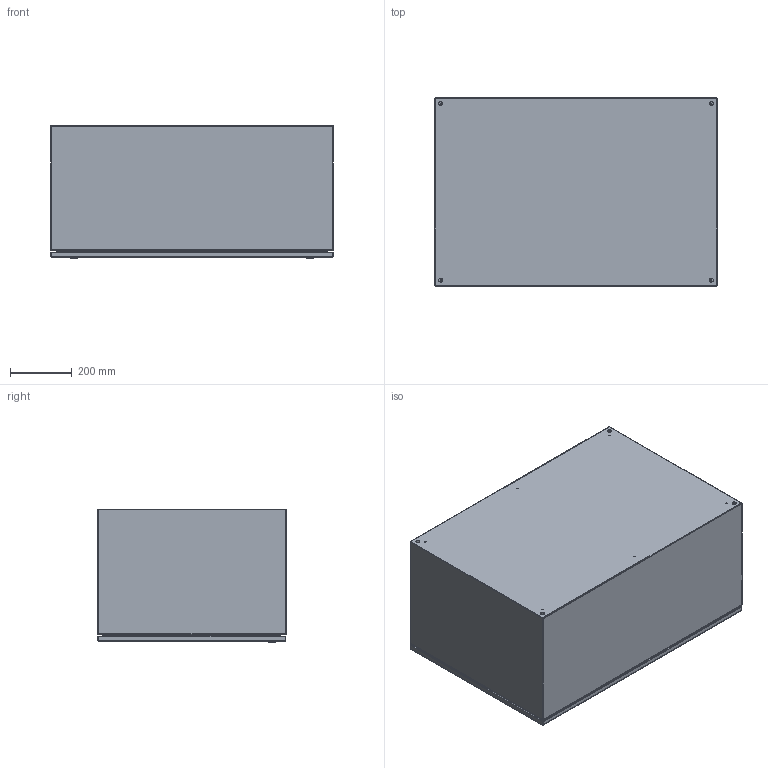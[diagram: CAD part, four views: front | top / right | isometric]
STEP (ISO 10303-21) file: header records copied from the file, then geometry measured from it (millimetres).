
FILE_DESCRIPTION (( 'STEP AP214' ), '1' );
FILE_NAME ('EN4SD362416LG.STEP', '2019-11-11T11:46:11', ( '' ), ( '' ), 'SwSTEP 2.0', 'SolidWorks 2019', '' );
FILE_SCHEMA (( 'AUTOMOTIVE_DESIGN' ));
Length unit declared in the file: inch
Products named in the file (1): EN4SD362416LG
Bounding box: 914.4 x 609.6 x 431.72 mm (x, y, z)
Volume: 4842785.6 mm3; surface area: 5349326.2 mm2
Topology: 35 solids, 36 shells, 901 faces, 2125 edges, 1326 vertices
Faces by surface type: plane 434, cylinder 295, bspline 114, torus 36, cone 22
Entity records: 41460 total; most frequent: CARTESIAN_POINT 8951, ORIENTED_EDGE 4210, DIRECTION 4201, EDGE_CURVE 2105, AXIS2_PLACEMENT_3D 1494, VERTEX_POINT 1326, VECTOR 1213, LINE 1213
